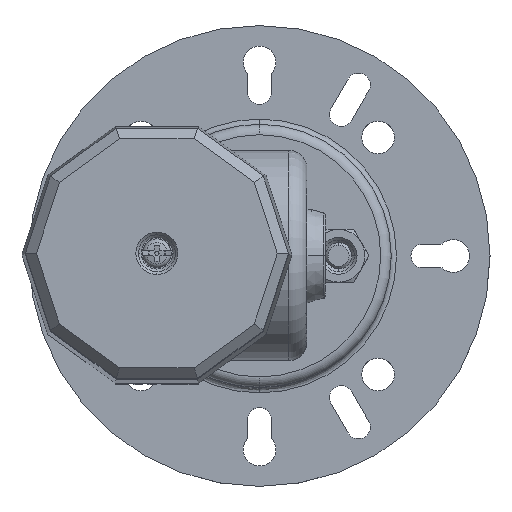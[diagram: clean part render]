
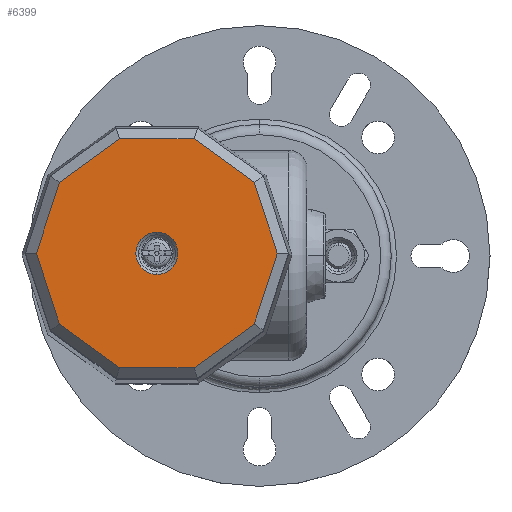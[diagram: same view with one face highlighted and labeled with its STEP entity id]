
A CAD part, top view. The second image highlights one B-rep face of the part: STEP entity #6399.
In plain terms, the highlighted planar face has unit normal (0, 0, 1).
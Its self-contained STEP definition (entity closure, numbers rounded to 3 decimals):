
#56 = VECTOR ( 'NONE', #5805, 1000. ) ;
#65 = ORIENTED_EDGE ( 'NONE', *, *, #3933, .F. ) ;
#295 = LINE ( 'NONE', #3536, #14059 ) ;
#349 = ORIENTED_EDGE ( 'NONE', *, *, #8366, .F. ) ;
#354 = DIRECTION ( 'NONE',  ( 1., 0., 0. ) ) ;
#584 = EDGE_CURVE ( 'NONE', #7705, #16830, #295, .T. ) ;
#1017 = DIRECTION ( 'NONE',  ( 0., 0., 1. ) ) ;
#1461 = ORIENTED_EDGE ( 'NONE', *, *, #18378, .F. ) ;
#1517 = LINE ( 'NONE', #9304, #3087 ) ;
#1595 = CARTESIAN_POINT ( 'NONE',  ( -19.5, 4., 351. ) ) ;
#2358 = VERTEX_POINT ( 'NONE', #3891 ) ;
#2368 = LINE ( 'NONE', #11478, #5793 ) ;
#2370 = CIRCLE ( 'NONE', #16268, 4. ) ;
#2754 = EDGE_CURVE ( 'NONE', #14556, #16797, #14998, .T. ) ;
#2893 = CARTESIAN_POINT ( 'NONE',  ( -26.567, -21.75, 351. ) ) ;
#3015 = CARTESIAN_POINT ( 'NONE',  ( -38.002, -13.442, 351. ) ) ;
#3087 = VECTOR ( 'NONE', #9393, 1000. ) ;
#3292 = DIRECTION ( 'NONE',  ( 0., 0., 1. ) ) ;
#3320 = VERTEX_POINT ( 'NONE', #17384 ) ;
#3397 = PLANE ( 'NONE',  #16663 ) ;
#3536 = CARTESIAN_POINT ( 'NONE',  ( -42.369, 0., 351. ) ) ;
#3758 = CARTESIAN_POINT ( 'NONE',  ( -19.5, 0., 351. ) ) ;
#3891 = CARTESIAN_POINT ( 'NONE',  ( -12.433, 21.75, 351. ) ) ;
#3933 = EDGE_CURVE ( 'NONE', #17367, #18433, #2368, .T. ) ;
#4133 = ORIENTED_EDGE ( 'NONE', *, *, #12597, .F. ) ;
#4381 = LINE ( 'NONE', #6012, #56 ) ;
#4386 = ORIENTED_EDGE ( 'NONE', *, *, #584, .F. ) ;
#4398 = DIRECTION ( 'NONE',  ( 1., 0., 0. ) ) ;
#4907 = LINE ( 'NONE', #13725, #13947 ) ;
#5027 = FACE_OUTER_BOUND ( 'NONE', #11610, .T. ) ;
#5339 = CARTESIAN_POINT ( 'NONE',  ( 3.369, 0., 351. ) ) ;
#5477 = EDGE_CURVE ( 'NONE', #8176, #6745, #9607, .T. ) ;
#5487 = ORIENTED_EDGE ( 'NONE', *, *, #17564, .F. ) ;
#5780 = DIRECTION ( 'NONE',  ( -0.809, 0.588, 0. ) ) ;
#5793 = VECTOR ( 'NONE', #10252, 1000. ) ;
#5805 = DIRECTION ( 'NONE',  ( -0.809, -0.588, 0. ) ) ;
#6012 = CARTESIAN_POINT ( 'NONE',  ( -0.998, -13.442, 351. ) ) ;
#6340 = DIRECTION ( 'NONE',  ( -0.309, 0.951, 0. ) ) ;
#6399 = ADVANCED_FACE ( 'NONE', ( #6447, #5027 ), #3397, .T. ) ;
#6447 = FACE_BOUND ( 'NONE', #11213, .T. ) ;
#6745 = VERTEX_POINT ( 'NONE', #6793 ) ;
#6793 = CARTESIAN_POINT ( 'NONE',  ( -19.5, -4., 351. ) ) ;
#7047 = LINE ( 'NONE', #5339, #15889 ) ;
#7097 = DIRECTION ( 'NONE',  ( 0., -1., 0. ) ) ;
#7705 = VERTEX_POINT ( 'NONE', #14817 ) ;
#8099 = ORIENTED_EDGE ( 'NONE', *, *, #5477, .F. ) ;
#8176 = VERTEX_POINT ( 'NONE', #1595 ) ;
#8366 = EDGE_CURVE ( 'NONE', #18433, #11555, #7047, .T. ) ;
#8594 = ORIENTED_EDGE ( 'NONE', *, *, #2754, .F. ) ;
#8939 = EDGE_CURVE ( 'NONE', #11555, #19640, #4381, .T. ) ;
#8970 = ORIENTED_EDGE ( 'NONE', *, *, #8939, .F. ) ;
#9304 = CARTESIAN_POINT ( 'NONE',  ( -12.433, -21.75, 351. ) ) ;
#9393 = DIRECTION ( 'NONE',  ( -1., 0., 0. ) ) ;
#9607 = CIRCLE ( 'NONE', #12834, 4. ) ;
#9924 = EDGE_CURVE ( 'NONE', #3320, #2358, #12291, .T. ) ;
#10021 = DIRECTION ( 'NONE',  ( 0., 0., 1. ) ) ;
#10121 = CARTESIAN_POINT ( 'NONE',  ( -38.002, 13.442, 351. ) ) ;
#10252 = DIRECTION ( 'NONE',  ( 0.309, -0.951, 0. ) ) ;
#10264 = CARTESIAN_POINT ( 'NONE',  ( -0.998, 13.442, 351. ) ) ;
#10537 = ORIENTED_EDGE ( 'NONE', *, *, #11707, .F. ) ;
#10912 = CARTESIAN_POINT ( 'NONE',  ( 3.369, 0., 351. ) ) ;
#11162 = CARTESIAN_POINT ( 'NONE',  ( -12.433, 21.75, 351. ) ) ;
#11213 = EDGE_LOOP ( 'NONE', ( #8099, #10537 ) ) ;
#11478 = CARTESIAN_POINT ( 'NONE',  ( -0.998, 13.442, 351. ) ) ;
#11555 = VERTEX_POINT ( 'NONE', #17331 ) ;
#11606 = EDGE_CURVE ( 'NONE', #16830, #3320, #16111, .T. ) ;
#11610 = EDGE_LOOP ( 'NONE', ( #8594, #1461, #8970, #349, #65, #5487, #19838, #17081, #4386, #4133 ) ) ;
#11707 = EDGE_CURVE ( 'NONE', #6745, #8176, #2370, .T. ) ;
#11750 = VECTOR ( 'NONE', #13169, 1000. ) ;
#12051 = CARTESIAN_POINT ( 'NONE',  ( -19.5, 0., 351. ) ) ;
#12291 = LINE ( 'NONE', #16951, #17781 ) ;
#12597 = EDGE_CURVE ( 'NONE', #16797, #7705, #4907, .T. ) ;
#12711 = CARTESIAN_POINT ( 'NONE',  ( -44.656, -23.925, 351. ) ) ;
#12834 = AXIS2_PLACEMENT_3D ( 'NONE', #3758, #10021, #7097 ) ;
#13169 = DIRECTION ( 'NONE',  ( 0.809, 0.588, 0. ) ) ;
#13725 = CARTESIAN_POINT ( 'NONE',  ( -38.002, -13.442, 351. ) ) ;
#13947 = VECTOR ( 'NONE', #6340, 1000. ) ;
#14059 = VECTOR ( 'NONE', #15796, 1000. ) ;
#14210 = DIRECTION ( 'NONE',  ( 0.809, -0.588, 0. ) ) ;
#14556 = VERTEX_POINT ( 'NONE', #2893 ) ;
#14817 = CARTESIAN_POINT ( 'NONE',  ( -42.369, 0., 351. ) ) ;
#14998 = LINE ( 'NONE', #15094, #19474 ) ;
#15094 = CARTESIAN_POINT ( 'NONE',  ( -26.567, -21.75, 351. ) ) ;
#15796 = DIRECTION ( 'NONE',  ( 0.309, 0.951, 0. ) ) ;
#15889 = VECTOR ( 'NONE', #17674, 1000. ) ;
#16111 = LINE ( 'NONE', #10121, #11750 ) ;
#16268 = AXIS2_PLACEMENT_3D ( 'NONE', #12051, #1017, #18416 ) ;
#16663 = AXIS2_PLACEMENT_3D ( 'NONE', #12711, #3292, #354 ) ;
#16797 = VERTEX_POINT ( 'NONE', #3015 ) ;
#16830 = VERTEX_POINT ( 'NONE', #19936 ) ;
#16951 = CARTESIAN_POINT ( 'NONE',  ( -26.567, 21.75, 351. ) ) ;
#17081 = ORIENTED_EDGE ( 'NONE', *, *, #11606, .F. ) ;
#17331 = CARTESIAN_POINT ( 'NONE',  ( -0.998, -13.442, 351. ) ) ;
#17367 = VERTEX_POINT ( 'NONE', #10264 ) ;
#17384 = CARTESIAN_POINT ( 'NONE',  ( -26.567, 21.75, 351. ) ) ;
#17564 = EDGE_CURVE ( 'NONE', #2358, #17367, #18672, .T. ) ;
#17674 = DIRECTION ( 'NONE',  ( -0.309, -0.951, 0. ) ) ;
#17781 = VECTOR ( 'NONE', #4398, 1000. ) ;
#18378 = EDGE_CURVE ( 'NONE', #19640, #14556, #1517, .T. ) ;
#18416 = DIRECTION ( 'NONE',  ( 0., -1., 0. ) ) ;
#18433 = VERTEX_POINT ( 'NONE', #10912 ) ;
#18626 = CARTESIAN_POINT ( 'NONE',  ( -12.433, -21.75, 351. ) ) ;
#18672 = LINE ( 'NONE', #11162, #19011 ) ;
#19011 = VECTOR ( 'NONE', #14210, 1000. ) ;
#19474 = VECTOR ( 'NONE', #5780, 1000. ) ;
#19640 = VERTEX_POINT ( 'NONE', #18626 ) ;
#19838 = ORIENTED_EDGE ( 'NONE', *, *, #9924, .F. ) ;
#19936 = CARTESIAN_POINT ( 'NONE',  ( -38.002, 13.442, 351. ) ) ;
